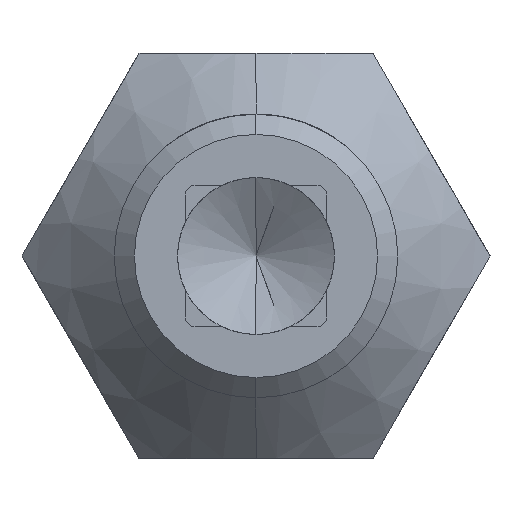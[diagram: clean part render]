
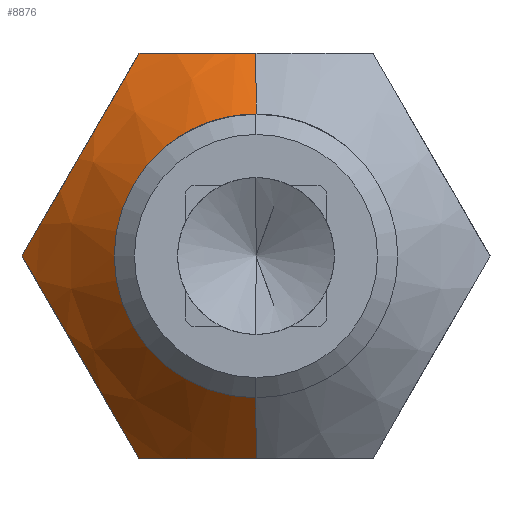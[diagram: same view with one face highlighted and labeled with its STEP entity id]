
A CAD part, left-side view. The second image highlights one B-rep face of the part: STEP entity #8876.
In plain terms, the highlighted conical face has half-angle 45 degrees and reference radius 2.5 mm.
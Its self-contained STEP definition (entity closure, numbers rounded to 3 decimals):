
#32 = CARTESIAN_POINT ( 'NONE',  ( 51.59, 0., 1.4 ) ) ;
#83 = CARTESIAN_POINT ( 'NONE',  ( 52.25, 1.984, 0.564 ) ) ;
#151 = ORIENTED_EDGE ( 'NONE', *, *, #434, .F. ) ;
#301 = CARTESIAN_POINT ( 'NONE',  ( 52.19, 0., 2. ) ) ;
#317 = DIRECTION ( 'NONE',  ( 0.707, 0., -0.707 ) ) ;
#342 = CARTESIAN_POINT ( 'NONE',  ( 52.499, 1.155, -2. ) ) ;
#409 = CARTESIAN_POINT ( 'NONE',  ( 52.69, 0., 2.5 ) ) ;
#434 = EDGE_CURVE ( 'NONE', #4595, #5261, #8574, .T. ) ;
#511 = CARTESIAN_POINT ( 'NONE',  ( 52.499, 1.155, -2. ) ) ;
#642 = EDGE_CURVE ( 'NONE', #4745, #6593, #6925, .T. ) ;
#705 = CARTESIAN_POINT ( 'NONE',  ( 52.69, 0., 0. ) ) ;
#921 = CARTESIAN_POINT ( 'NONE',  ( 52.409, 1.245, 1.843 ) ) ;
#1141 = LINE ( 'NONE', #409, #9282 ) ;
#1225 = DIRECTION ( 'NONE',  ( 0., 0., 1. ) ) ;
#1605 = CARTESIAN_POINT ( 'NONE',  ( 52.331, 1.339, 1.681 ) ) ;
#1859 = EDGE_CURVE ( 'NONE', #8443, #5694, #4787, .T. ) ;
#2134 = AXIS2_PLACEMENT_3D ( 'NONE', #4934, #7908, #1225 ) ;
#2178 = EDGE_CURVE ( 'NONE', #5261, #4745, #3022, .T. ) ;
#2331 = B_SPLINE_CURVE_WITH_KNOTS ( 'NONE', 3,
 ( #4632, #5257, #7519, #83, #6872, #8292, #5213, #9067, #8245, #1605, #921, #9015 ),
 .UNSPECIFIED., .F., .F.,
 ( 4, 2, 2, 2, 2, 4 ),
 ( 0., 0.001, 0.001, 0.001, 0.002, 0.002 ),
 .UNSPECIFIED. ) ;
#2454 = VERTEX_POINT ( 'NONE', #32 ) ;
#2493 = CARTESIAN_POINT ( 'NONE',  ( 52.221, 0.401, -2. ) ) ;
#3022 = B_SPLINE_CURVE_WITH_KNOTS ( 'NONE', 3,
 ( #7715, #9319, #2493, #5658, #8498, #342 ),
 .UNSPECIFIED., .F., .F.,
 ( 4, 2, 4 ),
 ( 0.003, 0.003, 0.004 ),
 .UNSPECIFIED. ) ;
#3042 = AXIS2_PLACEMENT_3D ( 'NONE', #705, #6556, #9626 ) ;
#3344 = CARTESIAN_POINT ( 'NONE',  ( 52.499, 1.155, 2. ) ) ;
#3477 = CARTESIAN_POINT ( 'NONE',  ( 52.19, 0.203, 2. ) ) ;
#3600 = CARTESIAN_POINT ( 'NONE',  ( 52.499, 2.309, 0. ) ) ;
#3639 = CARTESIAN_POINT ( 'NONE',  ( 52.19, 0., 2. ) ) ;
#3972 = CONICAL_SURFACE ( 'NONE', #3042, 2.5, 0.785 ) ;
#3989 = CARTESIAN_POINT ( 'NONE',  ( 52.19, 0., -2. ) ) ;
#4206 = CARTESIAN_POINT ( 'NONE',  ( 52.499, 1.155, -2. ) ) ;
#4270 = CARTESIAN_POINT ( 'NONE',  ( 52.409, 1.245, -1.844 ) ) ;
#4316 = FACE_OUTER_BOUND ( 'NONE', #7321, .T. ) ;
#4405 = DIRECTION ( 'NONE',  ( 0.707, 0., 0.707 ) ) ;
#4457 = CARTESIAN_POINT ( 'NONE',  ( 52.499, 2.309, 0. ) ) ;
#4476 = ORIENTED_EDGE ( 'NONE', *, *, #5876, .F. ) ;
#4570 = EDGE_CURVE ( 'NONE', #6593, #8443, #2331, .T. ) ;
#4595 = VERTEX_POINT ( 'NONE', #5088 ) ;
#4632 = CARTESIAN_POINT ( 'NONE',  ( 52.499, 2.309, 0. ) ) ;
#4745 = VERTEX_POINT ( 'NONE', #4206 ) ;
#4787 = B_SPLINE_CURVE_WITH_KNOTS ( 'NONE', 3,
 ( #6300, #6989, #9285, #4837, #3477, #301 ),
 .UNSPECIFIED., .F., .F.,
 ( 4, 2, 4 ),
 ( 0.001, 0.002, 0.002 ),
 .UNSPECIFIED. ) ;
#4837 = CARTESIAN_POINT ( 'NONE',  ( 52.221, 0.401, 2. ) ) ;
#4911 = EDGE_CURVE ( 'NONE', #2454, #5694, #1141, .T. ) ;
#4934 = CARTESIAN_POINT ( 'NONE',  ( 51.59, 0., 0. ) ) ;
#4955 = CARTESIAN_POINT ( 'NONE',  ( 52.198, 1.628, -1.18 ) ) ;
#5088 = CARTESIAN_POINT ( 'NONE',  ( 51.59, 0., -1.4 ) ) ;
#5213 = CARTESIAN_POINT ( 'NONE',  ( 52.19, 1.785, 0.909 ) ) ;
#5257 = CARTESIAN_POINT ( 'NONE',  ( 52.409, 2.219, 0.156 ) ) ;
#5261 = VERTEX_POINT ( 'NONE', #3989 ) ;
#5478 = VECTOR ( 'NONE', #317, 1000. ) ;
#5494 = CARTESIAN_POINT ( 'NONE',  ( 52.69, 0., -2.5 ) ) ;
#5642 = CARTESIAN_POINT ( 'NONE',  ( 52.22, 1.93, -0.657 ) ) ;
#5658 = CARTESIAN_POINT ( 'NONE',  ( 52.332, 0.788, -2. ) ) ;
#5689 = CARTESIAN_POINT ( 'NONE',  ( 52.25, 1.481, -1.436 ) ) ;
#5694 = VERTEX_POINT ( 'NONE', #3639 ) ;
#5838 = CARTESIAN_POINT ( 'NONE',  ( 52.332, 1.337, -1.684 ) ) ;
#5876 = EDGE_CURVE ( 'NONE', #2454, #4595, #6005, .T. ) ;
#6005 = CIRCLE ( 'NONE', #2134, 1.4 ) ;
#6300 = CARTESIAN_POINT ( 'NONE',  ( 52.499, 1.155, 2. ) ) ;
#6390 = ORIENTED_EDGE ( 'NONE', *, *, #642, .F. ) ;
#6413 = CARTESIAN_POINT ( 'NONE',  ( 52.409, 2.219, -0.157 ) ) ;
#6556 = DIRECTION ( 'NONE',  ( 1., 0., 0. ) ) ;
#6593 = VERTEX_POINT ( 'NONE', #4457 ) ;
#6872 = CARTESIAN_POINT ( 'NONE',  ( 52.228, 1.935, 0.649 ) ) ;
#6925 = B_SPLINE_CURVE_WITH_KNOTS ( 'NONE', 3,
 ( #511, #4270, #5838, #5689, #8669, #4955, #7885, #8819, #5642, #7255, #6413, #3600 ),
 .UNSPECIFIED., .F., .F.,
 ( 4, 2, 2, 2, 2, 4 ),
 ( 0., 0.001, 0.001, 0.001, 0.002, 0.002 ),
 .UNSPECIFIED. ) ;
#6954 = ORIENTED_EDGE ( 'NONE', *, *, #4911, .T. ) ;
#6989 = CARTESIAN_POINT ( 'NONE',  ( 52.41, 0.976, 2. ) ) ;
#7255 = CARTESIAN_POINT ( 'NONE',  ( 52.331, 2.125, -0.319 ) ) ;
#7321 = EDGE_LOOP ( 'NONE', ( #4476, #6954, #8251, #8843, #6390, #7609, #151 ) ) ;
#7519 = CARTESIAN_POINT ( 'NONE',  ( 52.332, 2.127, 0.316 ) ) ;
#7609 = ORIENTED_EDGE ( 'NONE', *, *, #2178, .F. ) ;
#7715 = CARTESIAN_POINT ( 'NONE',  ( 52.19, 0., -2. ) ) ;
#7885 = CARTESIAN_POINT ( 'NONE',  ( 52.19, 1.68, -1.091 ) ) ;
#7908 = DIRECTION ( 'NONE',  ( -1., 0., 0. ) ) ;
#8245 = CARTESIAN_POINT ( 'NONE',  ( 52.22, 1.534, 1.343 ) ) ;
#8251 = ORIENTED_EDGE ( 'NONE', *, *, #1859, .F. ) ;
#8292 = CARTESIAN_POINT ( 'NONE',  ( 52.198, 1.836, 0.82 ) ) ;
#8443 = VERTEX_POINT ( 'NONE', #3344 ) ;
#8498 = CARTESIAN_POINT ( 'NONE',  ( 52.41, 0.976, -2. ) ) ;
#8574 = LINE ( 'NONE', #5494, #5478 ) ;
#8669 = CARTESIAN_POINT ( 'NONE',  ( 52.228, 1.529, -1.351 ) ) ;
#8819 = CARTESIAN_POINT ( 'NONE',  ( 52.19, 1.831, -0.829 ) ) ;
#8843 = ORIENTED_EDGE ( 'NONE', *, *, #4570, .F. ) ;
#8876 = ADVANCED_FACE ( 'NONE', ( #4316 ), #3972, .T. ) ;
#9015 = CARTESIAN_POINT ( 'NONE',  ( 52.499, 1.155, 2. ) ) ;
#9067 = CARTESIAN_POINT ( 'NONE',  ( 52.19, 1.633, 1.171 ) ) ;
#9282 = VECTOR ( 'NONE', #4405, 1000. ) ;
#9285 = CARTESIAN_POINT ( 'NONE',  ( 52.332, 0.788, 2. ) ) ;
#9319 = CARTESIAN_POINT ( 'NONE',  ( 52.19, 0.203, -2. ) ) ;
#9626 = DIRECTION ( 'NONE',  ( 0., 0., -1. ) ) ;
